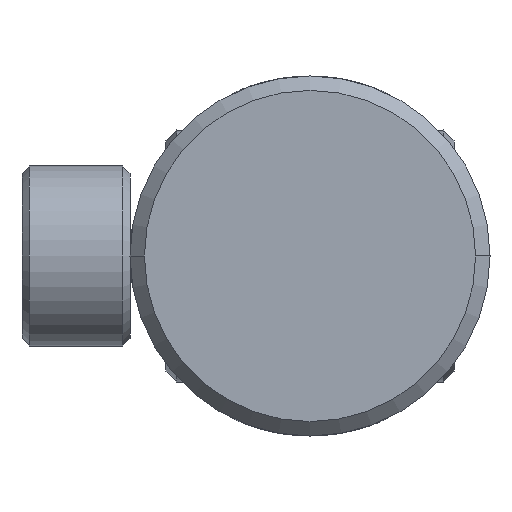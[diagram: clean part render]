
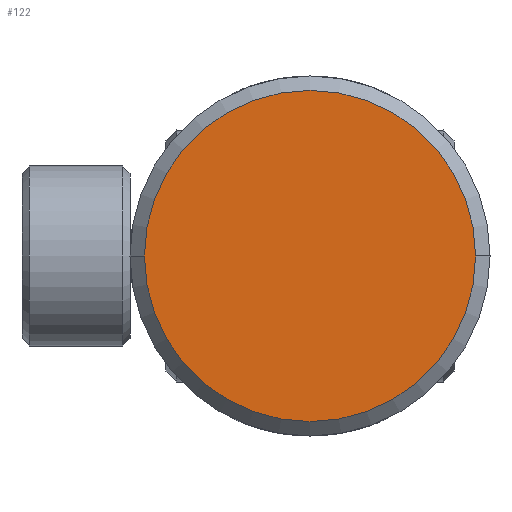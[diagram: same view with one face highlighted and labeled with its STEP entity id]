
A CAD part, left-side view. The second image highlights one B-rep face of the part: STEP entity #122.
In plain terms, the highlighted planar face has unit normal (-1, 0, 0).
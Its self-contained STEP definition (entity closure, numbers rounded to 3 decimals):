
#31 = ORIENTED_EDGE ( 'NONE', *, *, #3872, .F. ) ;
#70 = PLANE ( 'NONE',  #491 ) ;
#76 = FACE_OUTER_BOUND ( 'NONE', #2547, .T. ) ;
#122 = ADVANCED_FACE ( 'NONE', ( #76 ), #70, .T. ) ;
#171 = CARTESIAN_POINT ( 'NONE',  ( 0., 0., 0. ) ) ;
#290 = CARTESIAN_POINT ( 'NONE',  ( 0., 23., 0. ) ) ;
#379 = AXIS2_PLACEMENT_3D ( 'NONE', #3405, #1443, #3736 ) ;
#491 = AXIS2_PLACEMENT_3D ( 'NONE', #733, #3575, #1615 ) ;
#498 = DIRECTION ( 'NONE',  ( 0., 1., 0. ) ) ;
#733 = CARTESIAN_POINT ( 'NONE',  ( 0., 0., 0. ) ) ;
#1091 = EDGE_CURVE ( 'NONE', #1415, #3037, #2974, .T. ) ;
#1415 = VERTEX_POINT ( 'NONE', #290 ) ;
#1443 = DIRECTION ( 'NONE',  ( 1., 0., 0. ) ) ;
#1615 = DIRECTION ( 'NONE',  ( 0., -1., 0. ) ) ;
#2482 = DIRECTION ( 'NONE',  ( 1., 0., 0. ) ) ;
#2495 = CARTESIAN_POINT ( 'NONE',  ( 0., -23., 0. ) ) ;
#2547 = EDGE_LOOP ( 'NONE', ( #3850, #31 ) ) ;
#2842 = AXIS2_PLACEMENT_3D ( 'NONE', #171, #2482, #498 ) ;
#2974 = CIRCLE ( 'NONE', #379, 23. ) ;
#3037 = VERTEX_POINT ( 'NONE', #2495 ) ;
#3405 = CARTESIAN_POINT ( 'NONE',  ( 0., 0., 0. ) ) ;
#3575 = DIRECTION ( 'NONE',  ( -1., 0., 0. ) ) ;
#3736 = DIRECTION ( 'NONE',  ( 0., 1., 0. ) ) ;
#3850 = ORIENTED_EDGE ( 'NONE', *, *, #1091, .F. ) ;
#3872 = EDGE_CURVE ( 'NONE', #3037, #1415, #4252, .T. ) ;
#4252 = CIRCLE ( 'NONE', #2842, 23. ) ;
